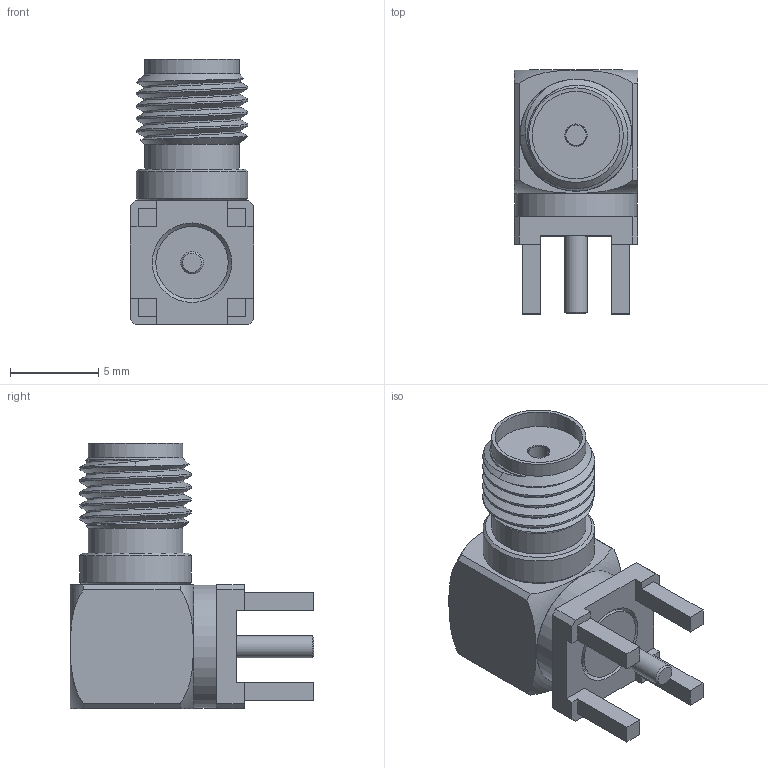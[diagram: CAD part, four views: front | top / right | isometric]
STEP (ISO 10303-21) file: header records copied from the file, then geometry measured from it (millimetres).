
FILE_DESCRIPTION(/* description */ ('Unknown'),/* implementation_level */ '2;1');
FILE_NAME(/* name */ '60311002111526',/* time_stamp */ '2019-02-22T08:48:28+01:00',/* author */ ('Unknown'),/* organization */ ('Unknown'),/* preprocessor_version */ 'ST-DEVELOPER v16.7',/* originating_system */ 'DEX',/* authorisation */ $);
FILE_SCHEMA (('AUTOMOTIVE_DESIGN {1 0 10303 214 3 1 1}'));
Length unit declared in the file: millimetre
Products named in the file (1): 60311002111526
Bounding box: 7 x 13.8 x 15 mm (x, y, z)
Volume: 656.1 mm3; surface area: 683 mm2
Topology: 1 solids, 1 shells, 81 faces, 207 edges, 136 vertices
Faces by surface type: plane 54, cylinder 13, cone 10, torus 2, bspline 2
Full cylindrical faces by diameter (mm): 1.27 x2, 4.1 x1, 4.95 x1, 5.35 x2, 6.33 x1, 6.95 x1
Entity records: 3483 total; most frequent: CARTESIAN_POINT 1151, ORIENTED_EDGE 354, DIRECTION 344, EDGE_CURVE 177, VERTEX_POINT 125, AXIS2_PLACEMENT_3D 118, LINE 108, VECTOR 108
